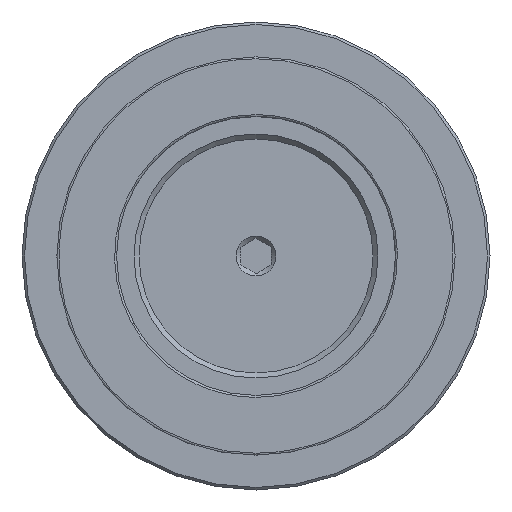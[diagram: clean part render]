
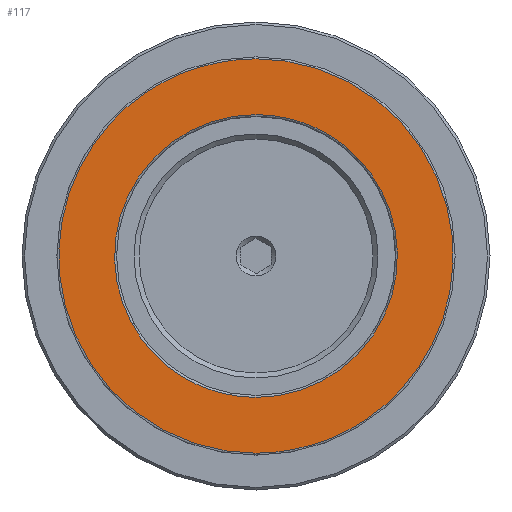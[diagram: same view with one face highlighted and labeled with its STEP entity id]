
A CAD part, front view. The second image highlights one B-rep face of the part: STEP entity #117.
In plain terms, the highlighted planar face has unit normal (0, -1, 0).
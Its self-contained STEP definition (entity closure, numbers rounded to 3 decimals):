
#112 = DIRECTION ( 'NONE',  ( 0., 1., 0. ) ) ;
#117 = ADVANCED_FACE ( 'NONE', ( #322, #413 ), #315, .F. ) ;
#137 = CARTESIAN_POINT ( 'NONE',  ( -39.6, 0.2, 19.8 ) ) ;
#144 = CARTESIAN_POINT ( 'NONE',  ( 0., 0.2, 19.8 ) ) ;
#312 = CARTESIAN_POINT ( 'NONE',  ( 0., 0.2, -14.2 ) ) ;
#315 = PLANE ( 'NONE',  #838 ) ;
#322 = FACE_BOUND ( 'NONE', #586, .T. ) ;
#358 = EDGE_CURVE ( 'NONE', #1108, #685, #1294, .T. ) ;
#413 = FACE_OUTER_BOUND ( 'NONE', #1178, .T. ) ;
#438 = CARTESIAN_POINT ( 'NONE',  ( 0., 0.2, 19.8 ) ) ;
#439 = CARTESIAN_POINT ( 'NONE',  ( 0., 0.2, 14.2 ) ) ;
#486 = CARTESIAN_POINT ( 'NONE',  ( 0., 0.2, -19.8 ) ) ;
#547 = CARTESIAN_POINT ( 'NONE',  ( 0., 0.2, -14.2 ) ) ;
#558 = EDGE_CURVE ( 'NONE', #591, #898, #929, .T. ) ;
#574 = CARTESIAN_POINT ( 'NONE',  ( 0., 0.2, -19.8 ) ) ;
#578 = ORIENTED_EDGE ( 'NONE', *, *, #558, .F. ) ;
#586 = EDGE_LOOP ( 'NONE', ( #1070, #969 ) ) ;
#591 = VERTEX_POINT ( 'NONE', #1052 ) ;
#685 = VERTEX_POINT ( 'NONE', #938 ) ;
#759 = CARTESIAN_POINT ( 'NONE',  ( 0., 0.2, -14.2 ) ) ;
#797 = CARTESIAN_POINT ( 'NONE',  ( 0., 0.2, 19.8 ) ) ;
#828 = CARTESIAN_POINT ( 'NONE',  ( 0., 0.2, 14.2 ) ) ;
#838 = AXIS2_PLACEMENT_3D ( 'NONE', #947, #112, #1255 ) ;
#875 =( BOUNDED_CURVE ( )  B_SPLINE_CURVE ( 3, ( #144, #1182, #876, #574 ),
 .UNSPECIFIED., .F., .F. ) 
 B_SPLINE_CURVE_WITH_KNOTS ( ( 4, 4 ),
 ( 0., 1. ),
 .UNSPECIFIED. ) 
 CURVE ( )  GEOMETRIC_REPRESENTATION_ITEM ( )  RATIONAL_B_SPLINE_CURVE ( ( 1., 0.333, 0.333, 1. ) ) 
 REPRESENTATION_ITEM ( '' )  );
#876 = CARTESIAN_POINT ( 'NONE',  ( 39.6, 0.2, -19.8 ) ) ;
#898 = VERTEX_POINT ( 'NONE', #797 ) ;
#900 = CARTESIAN_POINT ( 'NONE',  ( -39.6, 0.2, -19.8 ) ) ;
#907 = CARTESIAN_POINT ( 'NONE',  ( 28.4, 0.2, -14.2 ) ) ;
#929 =( BOUNDED_CURVE ( )  B_SPLINE_CURVE ( 3, ( #486, #900, #137, #438 ),
 .UNSPECIFIED., .F., .F. ) 
 B_SPLINE_CURVE_WITH_KNOTS ( ( 4, 4 ),
 ( 0., 1. ),
 .UNSPECIFIED. ) 
 CURVE ( )  GEOMETRIC_REPRESENTATION_ITEM ( )  RATIONAL_B_SPLINE_CURVE ( ( 1., 0.333, 0.333, 1. ) ) 
 REPRESENTATION_ITEM ( '' )  );
#938 = CARTESIAN_POINT ( 'NONE',  ( 0., 0.2, 14.2 ) ) ;
#944 = CARTESIAN_POINT ( 'NONE',  ( -28.4, 0.2, 14.2 ) ) ;
#947 = CARTESIAN_POINT ( 'NONE',  ( 0., 0.2, 0. ) ) ;
#969 = ORIENTED_EDGE ( 'NONE', *, *, #358, .F. ) ;
#1047 = CARTESIAN_POINT ( 'NONE',  ( -28.4, 0.2, -14.2 ) ) ;
#1052 = CARTESIAN_POINT ( 'NONE',  ( 0., 0.2, -19.8 ) ) ;
#1067 =( BOUNDED_CURVE ( )  B_SPLINE_CURVE ( 3, ( #439, #944, #1047, #547 ),
 .UNSPECIFIED., .F., .T. ) 
 B_SPLINE_CURVE_WITH_KNOTS ( ( 4, 4 ),
 ( 0., 1. ),
 .UNSPECIFIED. ) 
 CURVE ( )  GEOMETRIC_REPRESENTATION_ITEM ( )  RATIONAL_B_SPLINE_CURVE ( ( 1., 0.333, 0.333, 1. ) ) 
 REPRESENTATION_ITEM ( '' )  );
#1070 = ORIENTED_EDGE ( 'NONE', *, *, #1259, .F. ) ;
#1108 = VERTEX_POINT ( 'NONE', #759 ) ;
#1115 = ORIENTED_EDGE ( 'NONE', *, *, #1187, .F. ) ;
#1178 = EDGE_LOOP ( 'NONE', ( #1115, #578 ) ) ;
#1182 = CARTESIAN_POINT ( 'NONE',  ( 39.6, 0.2, 19.8 ) ) ;
#1187 = EDGE_CURVE ( 'NONE', #898, #591, #875, .T. ) ;
#1231 = CARTESIAN_POINT ( 'NONE',  ( 28.4, 0.2, 14.2 ) ) ;
#1255 = DIRECTION ( 'NONE',  ( 0., 0., 1. ) ) ;
#1259 = EDGE_CURVE ( 'NONE', #685, #1108, #1067, .T. ) ;
#1294 =( BOUNDED_CURVE ( )  B_SPLINE_CURVE ( 3, ( #312, #907, #1231, #828 ),
 .UNSPECIFIED., .F., .T. ) 
 B_SPLINE_CURVE_WITH_KNOTS ( ( 4, 4 ),
 ( 0., 1. ),
 .UNSPECIFIED. ) 
 CURVE ( )  GEOMETRIC_REPRESENTATION_ITEM ( )  RATIONAL_B_SPLINE_CURVE ( ( 1., 0.333, 0.333, 1. ) ) 
 REPRESENTATION_ITEM ( '' )  );
